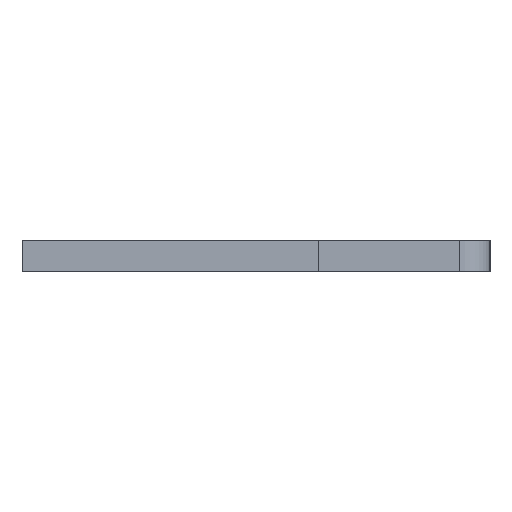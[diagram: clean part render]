
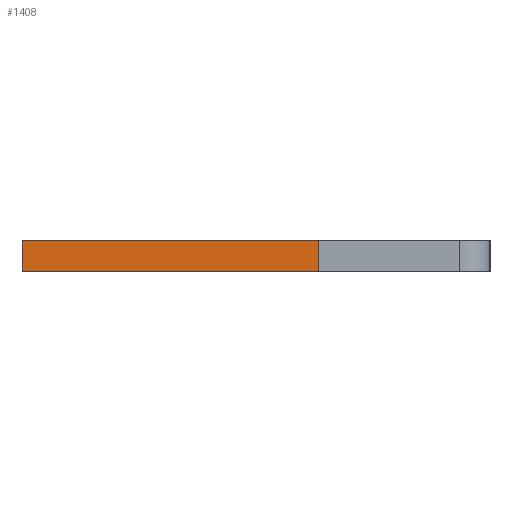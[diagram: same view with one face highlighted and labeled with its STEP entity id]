
A CAD part, left-side view. The second image highlights one B-rep face of the part: STEP entity #1408.
In plain terms, the highlighted face is planar.
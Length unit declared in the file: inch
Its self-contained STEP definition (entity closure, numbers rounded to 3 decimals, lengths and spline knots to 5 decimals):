
#58 = ORIENTED_EDGE ( 'NONE', *, *, #1292, .T. ) ;
#104 = EDGE_CURVE ( 'NONE', #1377, #1070, #1490, .T. ) ;
#233 = VERTEX_POINT ( 'NONE', #522 ) ;
#319 = CARTESIAN_POINT ( 'NONE',  ( 0.01, -0.04, -0.04 ) ) ;
#466 = EDGE_CURVE ( 'NONE', #859, #1377, #1119, .T. ) ;
#522 = CARTESIAN_POINT ( 'NONE',  ( -0.01, -0.04, -0.04 ) ) ;
#644 = VECTOR ( 'NONE', #1878, 39.37008 ) ;
#689 = ORIENTED_EDGE ( 'NONE', *, *, #1502, .T. ) ;
#701 = EDGE_LOOP ( 'NONE', ( #58, #1666, #813, #689 ) ) ;
#782 = CARTESIAN_POINT ( 'NONE',  ( -0.01, 0.15, -0.04 ) ) ;
#813 = ORIENTED_EDGE ( 'NONE', *, *, #466, .F. ) ;
#859 = VERTEX_POINT ( 'NONE', #319 ) ;
#981 = CARTESIAN_POINT ( 'NONE',  ( 0.01, -0.04, -0.04 ) ) ;
#1036 = VECTOR ( 'NONE', #1580, 39.37008 ) ;
#1037 = LINE ( 'NONE', #1851, #644 ) ;
#1070 = VERTEX_POINT ( 'NONE', #782 ) ;
#1087 = DIRECTION ( 'NONE',  ( 0., 0., 1. ) ) ;
#1114 = AXIS2_PLACEMENT_3D ( 'NONE', #1725, #1087, #1253 ) ;
#1119 = LINE ( 'NONE', #1489, #1680 ) ;
#1180 = DIRECTION ( 'NONE',  ( 0., 1., 0. ) ) ;
#1225 = LINE ( 'NONE', #981, #1738 ) ;
#1253 = DIRECTION ( 'NONE',  ( 1., 0., 0. ) ) ;
#1292 = EDGE_CURVE ( 'NONE', #233, #1070, #1037, .T. ) ;
#1377 = VERTEX_POINT ( 'NONE', #1571 ) ;
#1408 = ADVANCED_FACE ( 'NONE', ( #1562 ), #1705, .F. ) ;
#1489 = CARTESIAN_POINT ( 'NONE',  ( 0.01, 0.15, -0.04 ) ) ;
#1490 = LINE ( 'NONE', #1588, #1036 ) ;
#1502 = EDGE_CURVE ( 'NONE', #859, #233, #1225, .T. ) ;
#1562 = FACE_OUTER_BOUND ( 'NONE', #701, .T. ) ;
#1571 = CARTESIAN_POINT ( 'NONE',  ( 0.01, 0.15, -0.04 ) ) ;
#1580 = DIRECTION ( 'NONE',  ( -1., 0., 0. ) ) ;
#1588 = CARTESIAN_POINT ( 'NONE',  ( 0.01, 0.15, -0.04 ) ) ;
#1594 = DIRECTION ( 'NONE',  ( -1., 0., 0. ) ) ;
#1666 = ORIENTED_EDGE ( 'NONE', *, *, #104, .F. ) ;
#1680 = VECTOR ( 'NONE', #1180, 39.37008 ) ;
#1705 = PLANE ( 'NONE',  #1114 ) ;
#1725 = CARTESIAN_POINT ( 'NONE',  ( 0.01, 0.15, -0.04 ) ) ;
#1738 = VECTOR ( 'NONE', #1594, 39.37008 ) ;
#1851 = CARTESIAN_POINT ( 'NONE',  ( -0.01, 0.15, -0.04 ) ) ;
#1878 = DIRECTION ( 'NONE',  ( 0., 1., 0. ) ) ;
